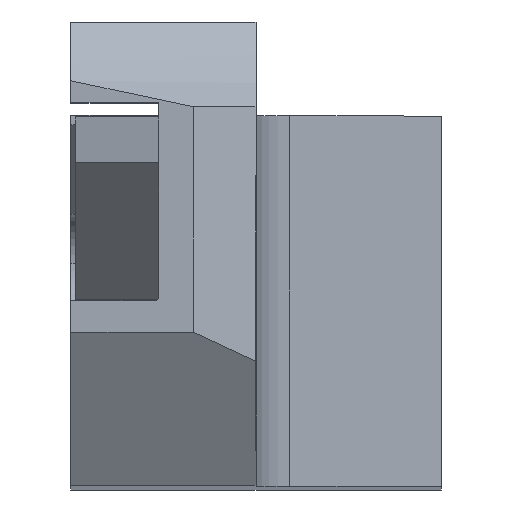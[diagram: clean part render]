
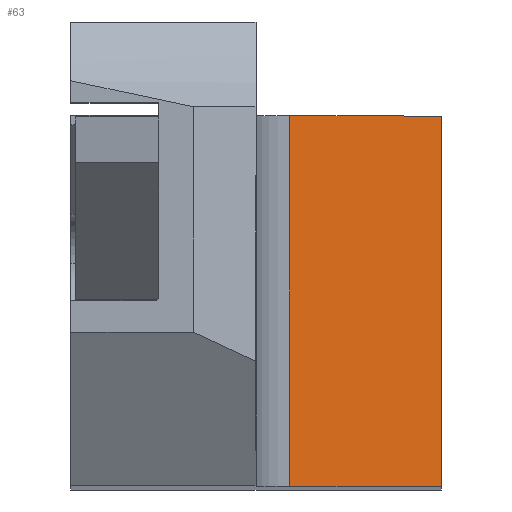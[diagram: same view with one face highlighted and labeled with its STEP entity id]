
A CAD part, top view. The second image highlights one B-rep face of the part: STEP entity #63.
In plain terms, the highlighted planar face has unit normal (0.707, 0, 0.707).
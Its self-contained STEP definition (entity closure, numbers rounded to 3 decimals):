
#63 = ADVANCED_FACE ( 'NONE', ( #2786 ), #2736, .T. ) ;
#125 = VERTEX_POINT ( 'NONE', #4765 ) ;
#133 = CARTESIAN_POINT ( 'NONE',  ( 47.465, 0., -77.535 ) ) ;
#172 = VERTEX_POINT ( 'NONE', #1086 ) ;
#335 = EDGE_CURVE ( 'NONE', #172, #2421, #5032, .T. ) ;
#355 = DIRECTION ( 'NONE',  ( 0.707, 0., 0.707 ) ) ;
#777 = ORIENTED_EDGE ( 'NONE', *, *, #335, .T. ) ;
#886 = EDGE_CURVE ( 'NONE', #2654, #2421, #2608, .T. ) ;
#1039 = LINE ( 'NONE', #2809, #4033 ) ;
#1086 = CARTESIAN_POINT ( 'NONE',  ( 8., 16., -38.07 ) ) ;
#1241 = EDGE_CURVE ( 'NONE', #125, #172, #1039, .T. ) ;
#1488 = EDGE_LOOP ( 'NONE', ( #2840, #3579, #777, #3760 ) ) ;
#1599 = DIRECTION ( 'NONE',  ( 0., 1., 0. ) ) ;
#2082 = DIRECTION ( 'NONE',  ( 0., -1., 0. ) ) ;
#2325 = CARTESIAN_POINT ( 'NONE',  ( 47.465, 16., -77.535 ) ) ;
#2421 = VERTEX_POINT ( 'NONE', #2943 ) ;
#2608 = LINE ( 'NONE', #4816, #4679 ) ;
#2654 = VERTEX_POINT ( 'NONE', #4234 ) ;
#2736 = PLANE ( 'NONE',  #3611 ) ;
#2767 = CARTESIAN_POINT ( 'NONE',  ( 8., 0., -38.07 ) ) ;
#2786 = FACE_OUTER_BOUND ( 'NONE', #1488, .T. ) ;
#2809 = CARTESIAN_POINT ( 'NONE',  ( 8., 16., -38.07 ) ) ;
#2811 = LINE ( 'NONE', #133, #3725 ) ;
#2840 = ORIENTED_EDGE ( 'NONE', *, *, #4998, .T. ) ;
#2847 = VECTOR ( 'NONE', #3448, 1000. ) ;
#2901 = DIRECTION ( 'NONE',  ( 0.707, 0., -0.707 ) ) ;
#2943 = CARTESIAN_POINT ( 'NONE',  ( 1.464, 16., -31.534 ) ) ;
#3448 = DIRECTION ( 'NONE',  ( -0.707, 0., 0.707 ) ) ;
#3579 = ORIENTED_EDGE ( 'NONE', *, *, #1241, .T. ) ;
#3611 = AXIS2_PLACEMENT_3D ( 'NONE', #2767, #355, #2082 ) ;
#3725 = VECTOR ( 'NONE', #2901, 1000. ) ;
#3760 = ORIENTED_EDGE ( 'NONE', *, *, #886, .F. ) ;
#4033 = VECTOR ( 'NONE', #1599, 1000. ) ;
#4234 = CARTESIAN_POINT ( 'NONE',  ( 1.464, 0., -31.534 ) ) ;
#4440 = DIRECTION ( 'NONE',  ( 0., 1., 0. ) ) ;
#4679 = VECTOR ( 'NONE', #4440, 1000. ) ;
#4765 = CARTESIAN_POINT ( 'NONE',  ( 8., 0., -38.07 ) ) ;
#4816 = CARTESIAN_POINT ( 'NONE',  ( 1.464, 16., -31.534 ) ) ;
#4998 = EDGE_CURVE ( 'NONE', #2654, #125, #2811, .T. ) ;
#5032 = LINE ( 'NONE', #2325, #2847 ) ;
